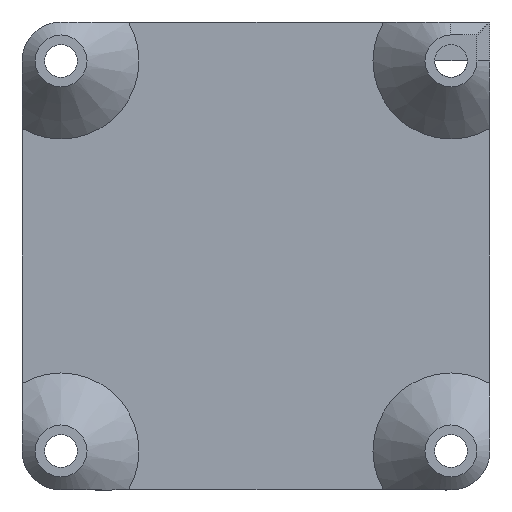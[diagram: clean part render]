
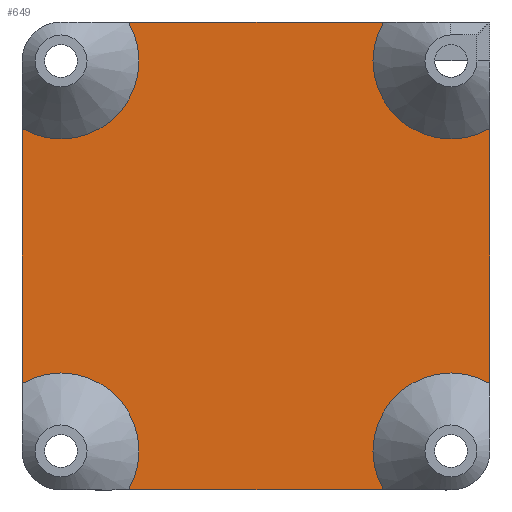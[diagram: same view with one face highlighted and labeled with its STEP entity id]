
A CAD part, left-side view. The second image highlights one B-rep face of the part: STEP entity #649.
In plain terms, the highlighted planar face has unit normal (-1, 0, 0).
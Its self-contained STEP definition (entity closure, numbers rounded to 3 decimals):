
#53=PLANE('',#731);
#81=FACE_OUTER_BOUND('',#126,.T.);
#126=EDGE_LOOP('',(#561,#562,#563,#564,#565,#566,#567,#568));
#152=LINE('',#983,#201);
#157=LINE('',#1005,#206);
#177=LINE('',#1140,#226);
#178=LINE('',#1142,#227);
#201=VECTOR('',#782,10.);
#206=VECTOR('',#793,10.);
#226=VECTOR('',#901,10.);
#227=VECTOR('',#904,10.);
#262=CIRCLE('',#721,6.);
#263=CIRCLE('',#723,6.);
#265=CIRCLE('',#726,6.);
#266=CIRCLE('',#729,6.);
#287=VERTEX_POINT('',#978);
#288=VERTEX_POINT('',#982);
#295=VERTEX_POINT('',#1000);
#296=VERTEX_POINT('',#1004);
#324=VERTEX_POINT('',#1111);
#326=VERTEX_POINT('',#1121);
#327=VERTEX_POINT('',#1129);
#328=VERTEX_POINT('',#1134);
#352=EDGE_CURVE('',#288,#287,#152,.T.);
#361=EDGE_CURVE('',#296,#295,#157,.T.);
#401=EDGE_CURVE('',#296,#287,#262,.T.);
#404=EDGE_CURVE('',#288,#324,#263,.T.);
#408=EDGE_CURVE('',#326,#295,#265,.T.);
#413=EDGE_CURVE('',#328,#327,#266,.T.);
#414=EDGE_CURVE('',#328,#324,#177,.T.);
#415=EDGE_CURVE('',#326,#327,#178,.T.);
#561=ORIENTED_EDGE('',*,*,#401,.F.);
#562=ORIENTED_EDGE('',*,*,#361,.T.);
#563=ORIENTED_EDGE('',*,*,#408,.F.);
#564=ORIENTED_EDGE('',*,*,#415,.T.);
#565=ORIENTED_EDGE('',*,*,#413,.F.);
#566=ORIENTED_EDGE('',*,*,#414,.T.);
#567=ORIENTED_EDGE('',*,*,#404,.F.);
#568=ORIENTED_EDGE('',*,*,#352,.T.);
#649=ADVANCED_FACE('',(#81),#53,.T.);
#721=AXIS2_PLACEMENT_3D('',#1109,#877,#878);
#723=AXIS2_PLACEMENT_3D('',#1116,#882,#883);
#726=AXIS2_PLACEMENT_3D('',#1125,#889,#890);
#729=AXIS2_PLACEMENT_3D('',#1138,#897,#898);
#731=AXIS2_PLACEMENT_3D('',#1141,#902,#903);
#782=DIRECTION('',(0.,0.,1.));
#793=DIRECTION('',(0.,1.,0.));
#877=DIRECTION('center_axis',(-1.,0.,0.));
#878=DIRECTION('ref_axis',(0.,0.,-1.));
#882=DIRECTION('center_axis',(-1.,0.,0.));
#883=DIRECTION('ref_axis',(0.,0.,1.));
#889=DIRECTION('center_axis',(-1.,0.,0.));
#890=DIRECTION('ref_axis',(0.,0.,-1.));
#897=DIRECTION('center_axis',(-1.,0.,0.));
#898=DIRECTION('ref_axis',(0.,0.,1.));
#901=DIRECTION('',(0.,-1.,0.));
#902=DIRECTION('center_axis',(-1.,0.,0.));
#903=DIRECTION('ref_axis',(0.,0.,1.));
#904=DIRECTION('',(0.,0.,-1.));
#978=CARTESIAN_POINT('',(-7.,0.,-5.196));
#982=CARTESIAN_POINT('',(-7.,0.,-24.804));
#983=CARTESIAN_POINT('',(-7.,0.,3.));
#1000=CARTESIAN_POINT('',(-7.,27.804,3.));
#1004=CARTESIAN_POINT('',(-7.,8.196,3.));
#1005=CARTESIAN_POINT('',(-7.,36.,3.));
#1109=CARTESIAN_POINT('Origin',(-7.,3.,0.));
#1111=CARTESIAN_POINT('',(-7.,8.196,-33.));
#1116=CARTESIAN_POINT('Origin',(-7.,3.,-30.));
#1121=CARTESIAN_POINT('',(-7.,36.,-5.196));
#1125=CARTESIAN_POINT('Origin',(-7.,33.,0.));
#1129=CARTESIAN_POINT('',(-7.,36.,-24.804));
#1134=CARTESIAN_POINT('',(-7.,27.804,-33.));
#1138=CARTESIAN_POINT('Origin',(-7.,33.,-30.));
#1140=CARTESIAN_POINT('',(-7.,0.,-33.));
#1141=CARTESIAN_POINT('Origin',(-7.,18.,-15.));
#1142=CARTESIAN_POINT('',(-7.,36.,-33.));
